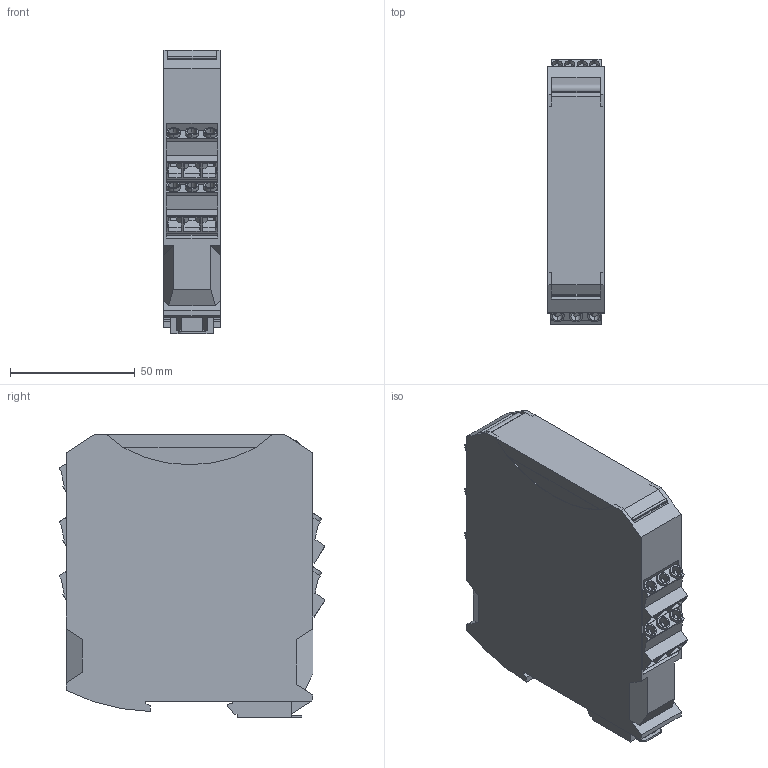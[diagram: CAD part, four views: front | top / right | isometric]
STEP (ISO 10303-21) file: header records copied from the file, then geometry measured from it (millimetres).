
FILE_DESCRIPTION(('Creo Elements/Direct Modeling STEP Export'),'2;1');
FILE_NAME('model.stp','2018-12-03T15:57:31',(''),(''),'Creo Elements/Direct Modeling STEP processor for AP214 (Solid Model)','Creo Elements/Direct Modeling 18.1I 14-Aug-2016 (C) Parametric Technology GmbH','');
FILE_SCHEMA(('AUTOMOTIVE_DESIGN { 1 0 10303 214 1 1 1 1 }'));
Length unit declared in the file: millimetre
Products named in the file (2): ELR_H-SC-select
Assembly tree (1 placements, depth 2):
  ELR_H-SC-select
    ELR_H-SC-select
Bounding box: 22.6 x 106.56 x 113.65 mm (x, y, z)
Volume: 237984.6 mm3; surface area: 35534.8 mm2
Topology: 1 solids, 1 shells, 538 faces, 1377 edges, 884 vertices
Faces by surface type: plane 462, cylinder 68, cone 8
Entity records: 20105 total; most frequent: CARTESIAN_POINT 3318, ORIENTED_EDGE 2754, DIRECTION 2293, EDGE_CURVE 1377, VECTOR 1103, LINE 1103, VERTEX_POINT 884, AXIS2_PLACEMENT_3D 595
